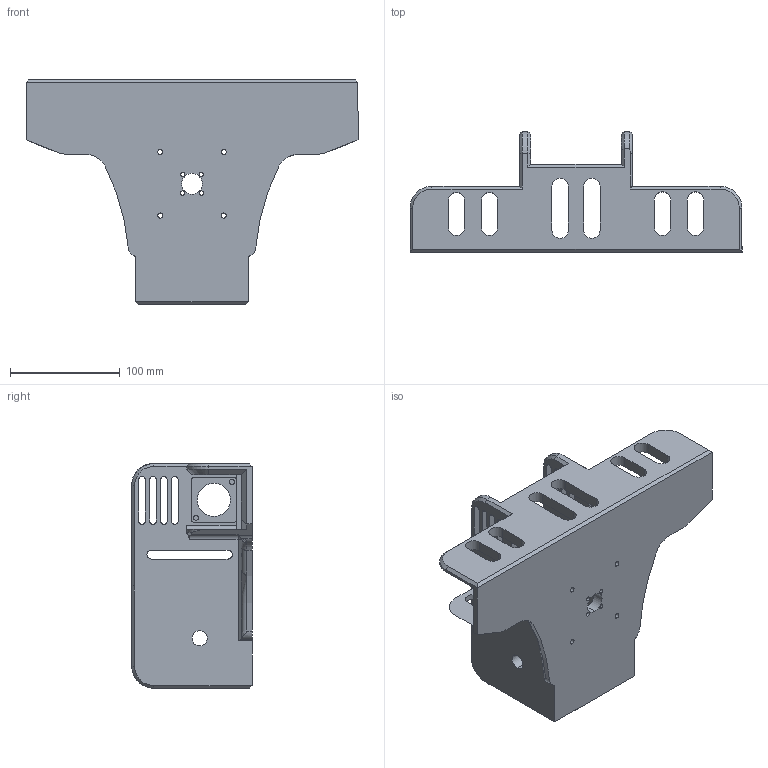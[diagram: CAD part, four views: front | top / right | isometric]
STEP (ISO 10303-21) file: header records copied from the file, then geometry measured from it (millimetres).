
FILE_DESCRIPTION (( 'STEP AP203' ), '1' );
FILE_NAME ('Joint1_Magic ver9_Default_sldprt.STEP', '2023-02-25T14:01:00', ( '' ), ( '' ), 'SwSTEP 2.0', 'SolidWorks 2022', '' );
FILE_SCHEMA (( 'CONFIG_CONTROL_DESIGN' ));
Length unit declared in the file: millimetre
Products named in the file (1): Joint1_Magic ver9_Default_sldprt
Bounding box: 303 x 110 x 205 mm (x, y, z)
Volume: 874320.9 mm3; surface area: 213825.2 mm2
Topology: 1 solids, 1 shells, 293 faces, 819 edges, 528 vertices
Faces by surface type: plane 153, cylinder 116, cone 18, torus 4, bspline 2
Entity records: 9810 total; most frequent: CARTESIAN_POINT 1891, ORIENTED_EDGE 1638, DIRECTION 1633, EDGE_CURVE 819, VECTOR 545, LINE 545, AXIS2_PLACEMENT_3D 544, VERTEX_POINT 528
